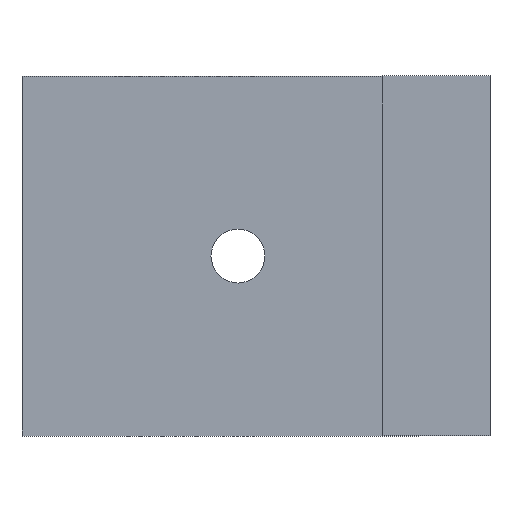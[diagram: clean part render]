
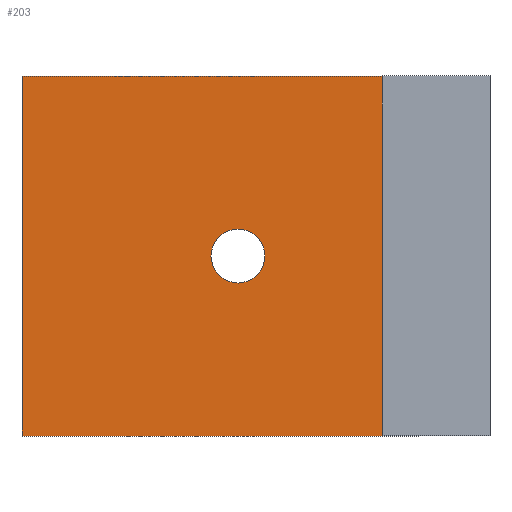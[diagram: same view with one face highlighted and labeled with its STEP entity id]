
A CAD part, top view. The second image highlights one B-rep face of the part: STEP entity #203.
In plain terms, the highlighted planar face has unit normal (0, 0, 1).
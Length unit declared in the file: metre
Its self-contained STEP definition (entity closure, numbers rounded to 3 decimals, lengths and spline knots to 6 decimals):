
#30=LINE('',#325,#54);
#32=LINE('',#331,#56);
#33=LINE('',#333,#57);
#34=LINE('',#335,#58);
#54=VECTOR('',#267,1.);
#56=VECTOR('',#273,1.);
#57=VECTOR('',#274,1.);
#58=VECTOR('',#275,1.);
#86=ORIENTED_EDGE('',*,*,#133,.T.);
#87=ORIENTED_EDGE('',*,*,#134,.T.);
#88=ORIENTED_EDGE('',*,*,#135,.F.);
#89=ORIENTED_EDGE('',*,*,#136,.F.);
#90=ORIENTED_EDGE('',*,*,#131,.T.);
#131=EDGE_CURVE('',#153,#152,#30,.T.);
#133=EDGE_CURVE('',#154,#154,#158,.T.);
#134=EDGE_CURVE('',#152,#155,#32,.T.);
#135=EDGE_CURVE('',#156,#155,#33,.T.);
#136=EDGE_CURVE('',#153,#156,#34,.T.);
#152=VERTEX_POINT('',#324);
#153=VERTEX_POINT('',#326);
#154=VERTEX_POINT('',#330);
#155=VERTEX_POINT('',#332);
#156=VERTEX_POINT('',#334);
#158=CIRCLE('',#229,0.00075);
#166=EDGE_LOOP('',(#86));
#167=EDGE_LOOP('',(#87,#88,#89,#90));
#180=FACE_BOUND('',#166,.T.);
#181=FACE_BOUND('',#167,.T.);
#193=PLANE('',#228);
#203=ADVANCED_FACE('',(#180,#181),#193,.F.);
#228=AXIS2_PLACEMENT_3D('',#328,#269,#270);
#229=AXIS2_PLACEMENT_3D('',#329,#271,#272);
#267=DIRECTION('',(0.,1.,0.));
#269=DIRECTION('',(0.,0.,-1.));
#270=DIRECTION('',(-1.,0.,0.));
#271=DIRECTION('',(0.,0.,-1.));
#272=DIRECTION('',(-1.,0.,0.));
#273=DIRECTION('',(-1.,0.,0.));
#274=DIRECTION('',(0.,1.,0.));
#275=DIRECTION('',(-1.,0.,0.));
#324=CARTESIAN_POINT('',(-0.026,0.005,0.001));
#325=CARTESIAN_POINT('',(-0.026,-0.005,0.001));
#326=CARTESIAN_POINT('',(-0.026,-0.005,0.001));
#328=CARTESIAN_POINT('',(-0.031,-0.005,0.001));
#329=CARTESIAN_POINT('',(-0.03,0.,0.001));
#330=CARTESIAN_POINT('',(-0.03075,0.,0.001));
#331=CARTESIAN_POINT('',(-0.031,0.005,0.001));
#332=CARTESIAN_POINT('',(-0.036,0.005,0.001));
#333=CARTESIAN_POINT('',(-0.036,-0.005,0.001));
#334=CARTESIAN_POINT('',(-0.036,-0.005,0.001));
#335=CARTESIAN_POINT('',(-0.031,-0.005,0.001));
